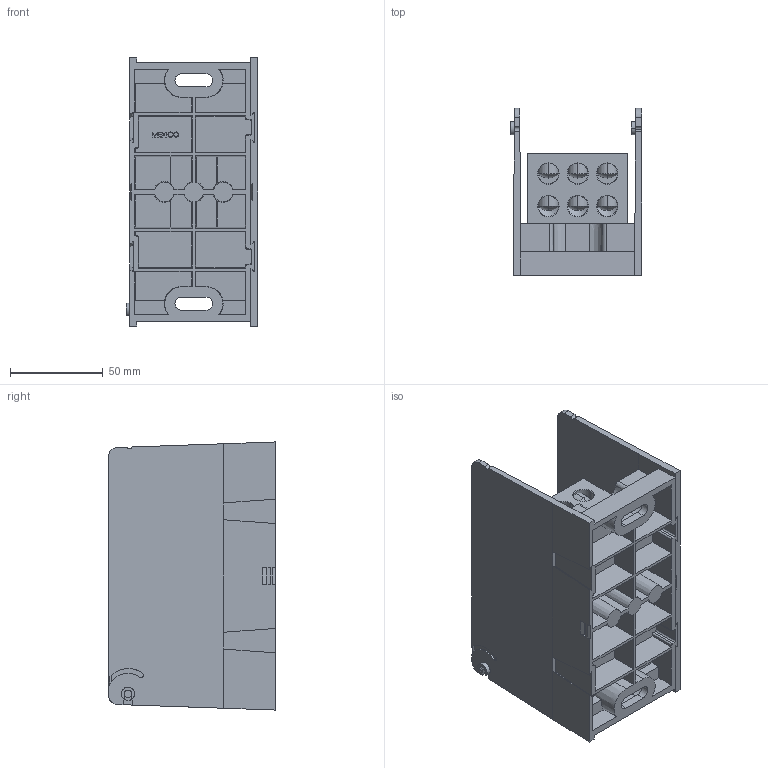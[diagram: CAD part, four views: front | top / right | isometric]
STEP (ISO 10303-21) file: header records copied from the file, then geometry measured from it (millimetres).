
FILE_DESCRIPTION (( 'STEP AP214' ), '1' );
FILE_NAME ('701942_1p_rev-.STEP', '2013-08-27T15:56:58', ( '' ), ( '' ), 'SwSTEP 2.0', 'SolidWorks 2013', '' );
FILE_SCHEMA (( 'AUTOMOTIVE_DESIGN' ));
Length unit declared in the file: inch
Products named in the file (1): 701942_1p_rev-
Bounding box: 71.25 x 90.17 x 144.78 mm (x, y, z)
Volume: 274085.7 mm3; surface area: 145287.4 mm2
Topology: 13 solids, 13 shells, 1031 faces, 2543 edges, 1581 vertices
Faces by surface type: plane 381, cylinder 359, cone 242, torus 24, bspline 21, sphere 4
Entity records: 52916 total; most frequent: CARTESIAN_POINT 16235, ORIENTED_EDGE 5066, DIRECTION 4439, EDGE_CURVE 2533, VERTEX_POINT 1581, AXIS2_PLACEMENT_3D 1519, LINE 1401, VECTOR 1401
